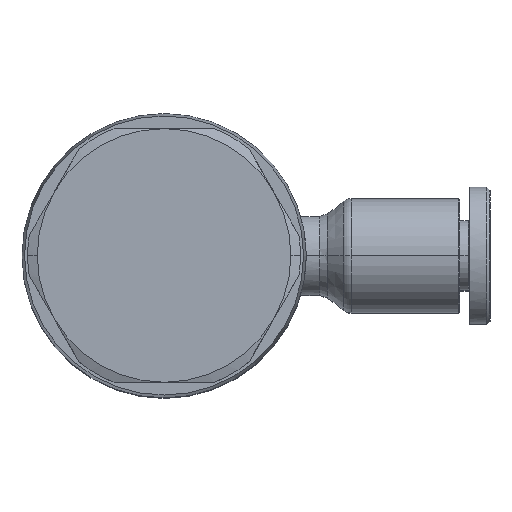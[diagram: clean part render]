
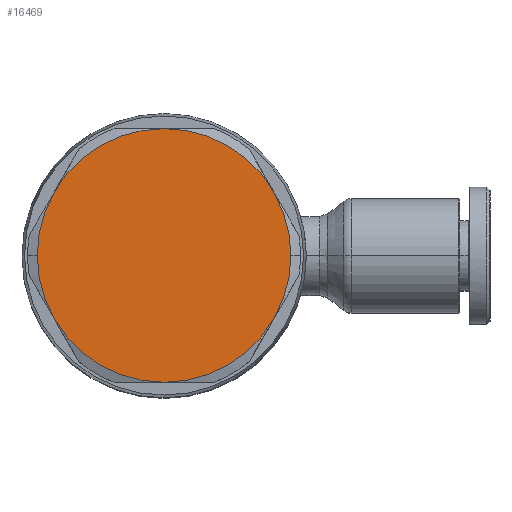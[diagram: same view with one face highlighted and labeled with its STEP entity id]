
A CAD part, top view. The second image highlights one B-rep face of the part: STEP entity #16469.
In plain terms, the highlighted planar face has unit normal (0, 0, 1).
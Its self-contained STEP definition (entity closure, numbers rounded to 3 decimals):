
#1670=CARTESIAN_POINT('',(13.1,0.,14.5));
#1671=VERTEX_POINT('',#1670);
#1680=CARTESIAN_POINT('',(11.76,-5.,14.5));
#1681=VERTEX_POINT('',#1680);
#1682=CARTESIAN_POINT('',(3.1,0.,14.5));
#1683=DIRECTION('',(0.0,0.0,1.0));
#1684=DIRECTION('',(-1.0,0.0,0.0));
#1685=AXIS2_PLACEMENT_3D('',#1682,#1683,#1684);
#1686=CIRCLE('',#1685,10.);
#1687=EDGE_CURVE('',#1681,#1671,#1686,.T.);
#1721=CARTESIAN_POINT('',(-6.9,0.,14.5));
#1722=VERTEX_POINT('',#1721);
#1738=CARTESIAN_POINT('',(-5.56,-5.,14.5));
#1739=VERTEX_POINT('',#1738);
#1753=CARTESIAN_POINT('',(3.1,0.,14.5));
#1754=DIRECTION('',(0.0,0.0,1.0));
#1755=DIRECTION('',(-1.0,0.0,0.0));
#1756=AXIS2_PLACEMENT_3D('',#1753,#1754,#1755);
#1757=CIRCLE('',#1756,10.);
#1758=EDGE_CURVE('',#1722,#1739,#1757,.T.);
#16032=CARTESIAN_POINT('',(11.76,5.,14.5));
#16033=VERTEX_POINT('',#16032);
#16106=CARTESIAN_POINT('',(3.1,-10.,14.5));
#16107=VERTEX_POINT('',#16106);
#16150=CARTESIAN_POINT('',(-5.56,5.,14.5));
#16151=VERTEX_POINT('',#16150);
#16152=CARTESIAN_POINT('',(3.1,0.,14.5));
#16153=DIRECTION('',(0.0,0.0,1.0));
#16154=DIRECTION('',(-1.0,0.0,0.0));
#16155=AXIS2_PLACEMENT_3D('',#16152,#16153,#16154);
#16156=CIRCLE('',#16155,10.);
#16157=EDGE_CURVE('',#16151,#1722,#16156,.T.);
#16225=CARTESIAN_POINT('',(3.1,10.,14.5));
#16226=VERTEX_POINT('',#16225);
#16227=CARTESIAN_POINT('',(3.1,0.,14.5));
#16228=DIRECTION('',(0.0,0.0,1.0));
#16229=DIRECTION('',(-1.0,0.0,0.0));
#16230=AXIS2_PLACEMENT_3D('',#16227,#16228,#16229);
#16231=CIRCLE('',#16230,10.);
#16232=EDGE_CURVE('',#16226,#16151,#16231,.T.);
#16269=CARTESIAN_POINT('',(3.1,0.,14.5));
#16270=DIRECTION('',(0.0,0.0,1.0));
#16271=DIRECTION('',(-1.0,0.0,0.0));
#16272=AXIS2_PLACEMENT_3D('',#16269,#16270,#16271);
#16273=CIRCLE('',#16272,10.);
#16274=EDGE_CURVE('',#16033,#16226,#16273,.T.);
#16288=CARTESIAN_POINT('',(3.1,0.,14.5));
#16289=DIRECTION('',(0.0,0.0,1.0));
#16290=DIRECTION('',(-1.0,0.0,0.0));
#16291=AXIS2_PLACEMENT_3D('',#16288,#16289,#16290);
#16292=CIRCLE('',#16291,10.);
#16293=EDGE_CURVE('',#1671,#16033,#16292,.T.);
#16305=CARTESIAN_POINT('',(3.1,0.,14.5));
#16306=DIRECTION('',(0.0,0.0,1.0));
#16307=DIRECTION('',(-1.0,0.0,0.0));
#16308=AXIS2_PLACEMENT_3D('',#16305,#16306,#16307);
#16309=CIRCLE('',#16308,10.);
#16310=EDGE_CURVE('',#16107,#1681,#16309,.T.);
#16323=CARTESIAN_POINT('',(3.1,0.,14.5));
#16324=DIRECTION('',(0.0,0.0,1.0));
#16325=DIRECTION('',(-1.0,0.0,0.0));
#16326=AXIS2_PLACEMENT_3D('',#16323,#16324,#16325);
#16327=CIRCLE('',#16326,10.);
#16328=EDGE_CURVE('',#1739,#16107,#16327,.T.);
#16454=CARTESIAN_POINT('',(-1.45,0.,14.5));
#16455=DIRECTION('',(0.0,0.0,1.0));
#16456=DIRECTION('',(-1.0,0.0,0.0));
#16457=AXIS2_PLACEMENT_3D('',#16454,#16455,#16456);
#16458=PLANE('',#16457);
#16459=ORIENTED_EDGE('',*,*,#16328,.T.);
#16460=ORIENTED_EDGE('',*,*,#16310,.T.);
#16461=ORIENTED_EDGE('',*,*,#1687,.T.);
#16462=ORIENTED_EDGE('',*,*,#16293,.T.);
#16463=ORIENTED_EDGE('',*,*,#16274,.T.);
#16464=ORIENTED_EDGE('',*,*,#16232,.T.);
#16465=ORIENTED_EDGE('',*,*,#16157,.T.);
#16466=ORIENTED_EDGE('',*,*,#1758,.T.);
#16467=EDGE_LOOP('',(#16459,#16460,#16461,#16462,#16463,#16464,#16465,#16466));
#16468=FACE_OUTER_BOUND('',#16467,.T.);
#16469=ADVANCED_FACE('',(#16468),#16458,.T.);
